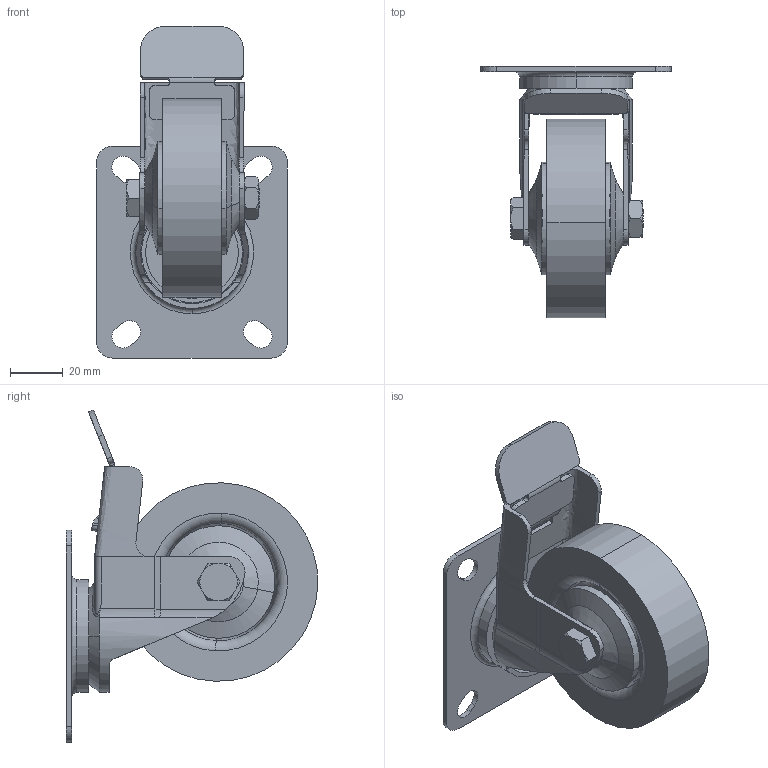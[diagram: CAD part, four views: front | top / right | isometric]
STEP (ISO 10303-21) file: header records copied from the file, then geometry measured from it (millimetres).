
FILE_DESCRIPTION (( 'STEP AP214' ), '1' );
FILE_NAME ('H50 Êîëåñî ñ òîðìîçîì O75 ñ ïëàòôîðìîé.STEP', '2023-06-28T07:41:04', ( '' ), ( '' ), 'SwSTEP 2.0', 'SolidWorks 2022', '' );
FILE_SCHEMA (( 'AUTOMOTIVE_DESIGN' ));
Length unit declared in the file: millimetre
Products named in the file (9): H50 Колесо с тормозом Ø75  с платформой; H50 Защита_00; H50 Колесо_00; H50 Гайка_00; H50 Тормоз_00; H50 Ось_00; H50 Подпишпиковый узел_00; H50 Болт_00; H50 Опора_00
Assembly tree (9 placements, depth 2):
  H50 Колесо с тормозом Ø75  с платформой
    H50 Опора_00
    H50 Защита_00  x2
    H50 Колесо_00
    H50 Подпишпиковый узел_00
    H50 Ось_00
    H50 Тормоз_00
    H50 Болт_00
    H50 Гайка_00
Bounding box: 72 x 94.97 x 125.34 mm (x, y, z)
Volume: 114690 mm3; surface area: 60799.1 mm2
Topology: 9 solids, 9 shells, 304 faces, 744 edges, 472 vertices
Faces by surface type: cylinder 111, plane 111, cone 46, torus 27, bspline 9
Entity records: 9974 total; most frequent: CARTESIAN_POINT 2737, DIRECTION 1445, ORIENTED_EDGE 1420, EDGE_CURVE 710, AXIS2_PLACEMENT_3D 564, VERTEX_POINT 452, EDGE_LOOP 324, LINE 317
